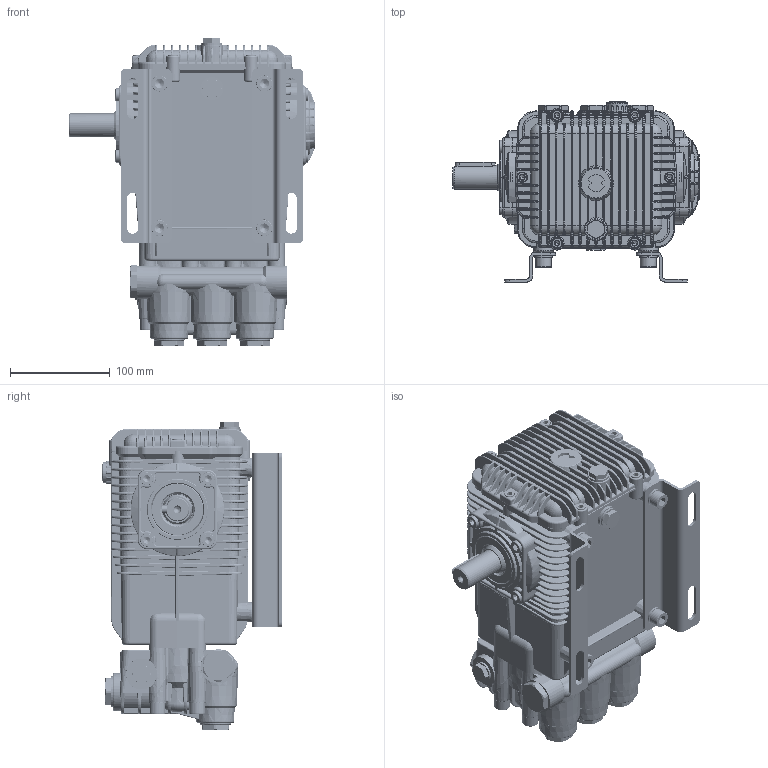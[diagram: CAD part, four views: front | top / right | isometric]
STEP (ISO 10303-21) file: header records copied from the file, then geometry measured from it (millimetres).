
FILE_DESCRIPTION(('Creo Elements/Direct Modeling STEP Export'),'2;1');
FILE_NAME('XW_N_BLK.stp','2012-01-27T 8:16:35',(''),(''),'Creo Elements/Direct Modeling STEP processor for AP214 (Solid Model)','Creo Elements/Direct Modeling 17.0C 05-Feb-2011 (C) Parametric Technology GmbH','');
FILE_SCHEMA(('AUTOMOTIVE_DESIGN { 1 0 10303 214 1 1 1 1 }'));
Products named in the file (4): XW_N; PIEDE_1; PIEDE; g_XW_N_BLK
Assembly tree (3 placements, depth 2):
  g_XW_N_BLK
    PIEDE
    PIEDE_1
    XW_N
Bounding box: 247 x 180.8 x 309.5 mm (x, y, z)
Volume: 5174654 mm3; surface area: 449980.6 mm2
Topology: 4 solids, 21 shells, 4820 faces, 12544 edges, 7798 vertices
Faces by surface type: plane 1754, extrusion 878, cylinder 870, cone 471, bspline 454, torus 343, sphere 50
Entity records: 237438 total; most frequent: CARTESIAN_POINT 134536, ORIENTED_EDGE 24934, DIRECTION 14983, EDGE_CURVE 12463, VERTEX_POINT 7798, VECTOR 5651, EDGE_LOOP 4997, LINE 4845
